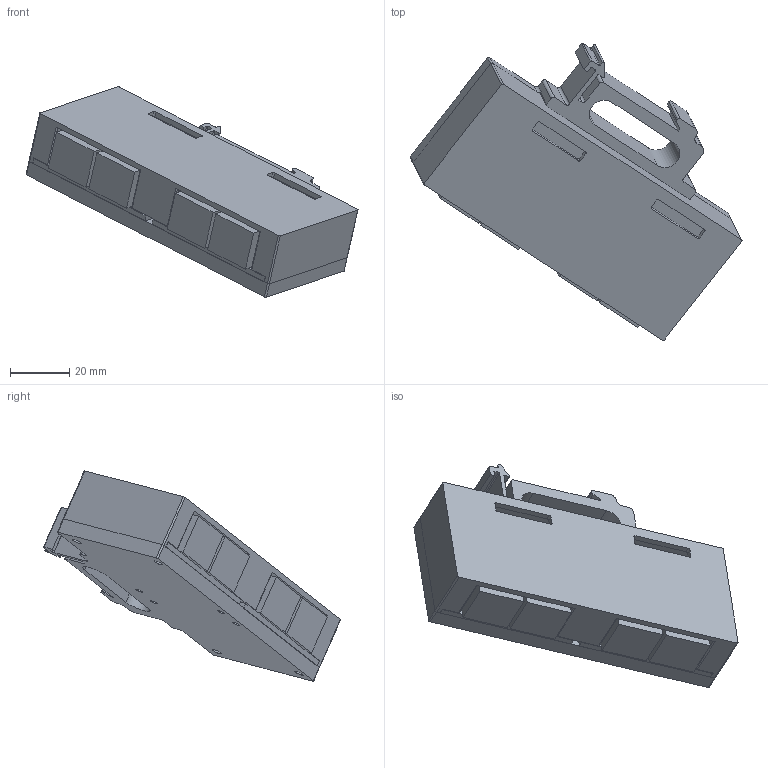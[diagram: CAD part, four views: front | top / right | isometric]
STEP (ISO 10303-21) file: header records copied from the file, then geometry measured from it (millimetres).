
FILE_DESCRIPTION (( 'STEP AP214' ), '1' );
FILE_NAME ('Adapter_komplett.STEP', '2020-01-02T10:16:37', ( '' ), ( '' ), 'SwSTEP 2.0', 'SolidWorks 2017', '' );
FILE_SCHEMA (( 'AUTOMOTIVE_DESIGN' ));
Length unit declared in the file: millimetre
Products named in the file (4): dummy; Deckel; GehäusePeterSS; Adapter_komplett
Assembly tree (4 placements, depth 2):
  Adapter_komplett
    dummy  x2
    GehäusePeterSS
    Deckel
Bounding box: 111.71 x 99.98 x 70.78 mm (x, y, z)
Volume: 62643 mm3; surface area: 46398.5 mm2
Topology: 4 solids, 4 shells, 253 faces, 709 edges, 470 vertices
Faces by surface type: cylinder 130, plane 123
Entity records: 8045 total; most frequent: DIRECTION 1353, CARTESIAN_POINT 1301, ORIENTED_EDGE 1282, EDGE_CURVE 641, AXIS2_PLACEMENT_3D 478, VERTEX_POINT 426, VECTOR 397, LINE 397
